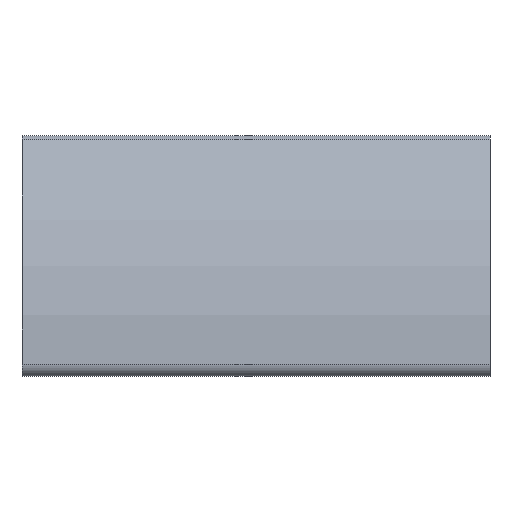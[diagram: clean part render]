
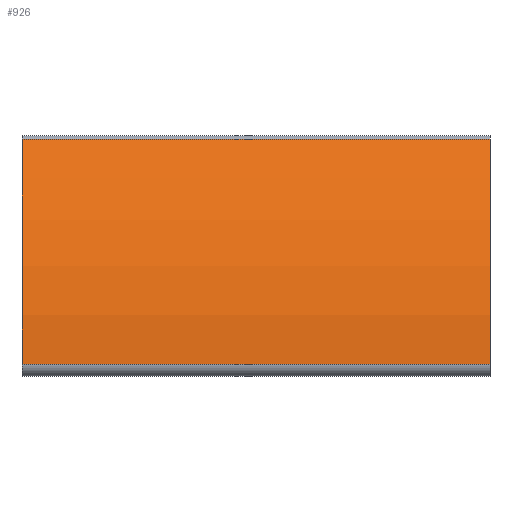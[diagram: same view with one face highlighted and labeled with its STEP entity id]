
A CAD part, front view. The second image highlights one B-rep face of the part: STEP entity #926.
In plain terms, the highlighted cylindrical face has radius 72 mm (diameter 144 mm), a partial arc.
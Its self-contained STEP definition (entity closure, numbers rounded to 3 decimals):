
#7 = EDGE_CURVE ( 'NONE', #1765, #537, #1139, .T. ) ;
#35 = ORIENTED_EDGE ( 'NONE', *, *, #7, .T. ) ;
#45 = EDGE_CURVE ( 'NONE', #123, #2484, #105, .T. ) ;
#90 = CARTESIAN_POINT ( 'NONE',  ( -40.816, 32.416, -18.874 ) ) ;
#97 = DIRECTION ( 'NONE',  ( -1., 0., 0. ) ) ;
#105 = LINE ( 'NONE', #639, #2232 ) ;
#123 = VERTEX_POINT ( 'NONE', #627 ) ;
#173 = CARTESIAN_POINT ( 'NONE',  ( 59.184, 104.398, -20.504 ) ) ;
#314 = AXIS2_PLACEMENT_3D ( 'NONE', #173, #2049, #385 ) ;
#385 = DIRECTION ( 'NONE',  ( 0., 0., -1. ) ) ;
#414 = ORIENTED_EDGE ( 'NONE', *, *, #1397, .F. ) ;
#446 = VECTOR ( 'NONE', #2028, 1000. ) ;
#537 = VERTEX_POINT ( 'NONE', #1300 ) ;
#627 = CARTESIAN_POINT ( 'NONE',  ( 59.184, 32.416, -18.874 ) ) ;
#639 = CARTESIAN_POINT ( 'NONE',  ( 59.184, 32.416, -18.874 ) ) ;
#772 = CARTESIAN_POINT ( 'NONE',  ( 59.184, 104.398, -20.504 ) ) ;
#840 = CYLINDRICAL_SURFACE ( 'NONE', #1741, 72. ) ;
#901 = ORIENTED_EDGE ( 'NONE', *, *, #45, .F. ) ;
#926 = ADVANCED_FACE ( 'NONE', ( #2988 ), #840, .T. ) ;
#1107 = EDGE_LOOP ( 'NONE', ( #1783, #901, #414, #35 ) ) ;
#1139 = LINE ( 'NONE', #3030, #446 ) ;
#1164 = CARTESIAN_POINT ( 'NONE',  ( -40.816, 104.398, -20.504 ) ) ;
#1166 = CIRCLE ( 'NONE', #314, 72. ) ;
#1296 = CIRCLE ( 'NONE', #1438, 72. ) ;
#1300 = CARTESIAN_POINT ( 'NONE',  ( -40.816, 52.347, 29.243 ) ) ;
#1397 = EDGE_CURVE ( 'NONE', #1765, #123, #1166, .T. ) ;
#1438 = AXIS2_PLACEMENT_3D ( 'NONE', #1164, #1846, #2838 ) ;
#1741 = AXIS2_PLACEMENT_3D ( 'NONE', #772, #97, #2675 ) ;
#1765 = VERTEX_POINT ( 'NONE', #2223 ) ;
#1783 = ORIENTED_EDGE ( 'NONE', *, *, #2230, .T. ) ;
#1819 = DIRECTION ( 'NONE',  ( -1., 0., 0. ) ) ;
#1846 = DIRECTION ( 'NONE',  ( 1., 0., 0. ) ) ;
#2028 = DIRECTION ( 'NONE',  ( -1., 0., 0. ) ) ;
#2049 = DIRECTION ( 'NONE',  ( 1., 0., 0. ) ) ;
#2223 = CARTESIAN_POINT ( 'NONE',  ( 59.184, 52.347, 29.243 ) ) ;
#2230 = EDGE_CURVE ( 'NONE', #537, #2484, #1296, .T. ) ;
#2232 = VECTOR ( 'NONE', #1819, 1000. ) ;
#2484 = VERTEX_POINT ( 'NONE', #90 ) ;
#2675 = DIRECTION ( 'NONE',  ( 0., 0., 1. ) ) ;
#2838 = DIRECTION ( 'NONE',  ( 0., 0., -1. ) ) ;
#2988 = FACE_OUTER_BOUND ( 'NONE', #1107, .T. ) ;
#3030 = CARTESIAN_POINT ( 'NONE',  ( 59.184, 52.347, 29.243 ) ) ;
